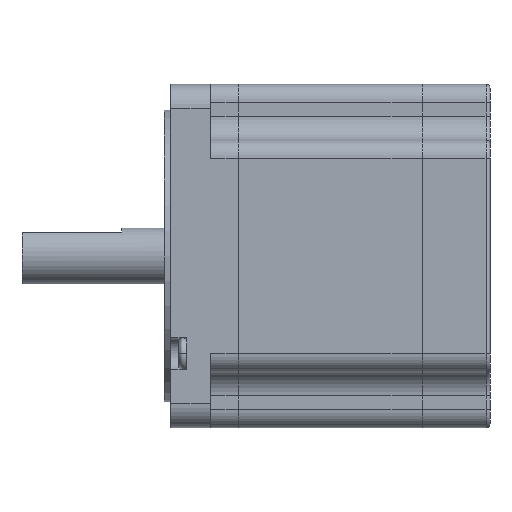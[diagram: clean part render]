
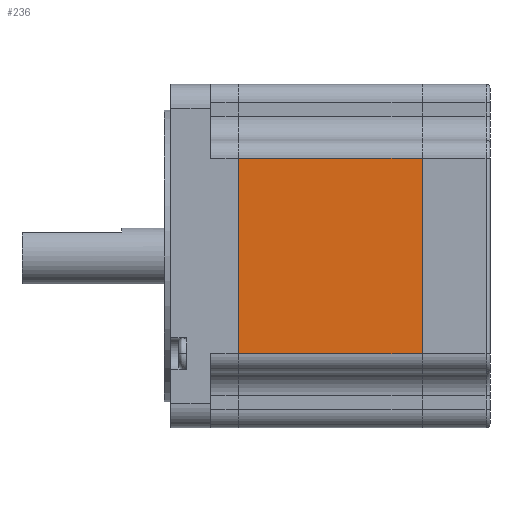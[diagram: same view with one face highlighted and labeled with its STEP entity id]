
A CAD part, left-side view. The second image highlights one B-rep face of the part: STEP entity #236.
In plain terms, the highlighted planar face has unit normal (-1, 0, 0).
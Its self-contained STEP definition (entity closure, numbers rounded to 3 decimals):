
#16 = LINE ( 'NONE', #3465, #7198 ) ;
#95 = VERTEX_POINT ( 'NONE', #4582 ) ;
#204 = PLANE ( 'NONE',  #2090 ) ;
#236 = ADVANCED_FACE ( 'NONE', ( #3849 ), #204, .F. ) ;
#404 = VERTEX_POINT ( 'NONE', #4229 ) ;
#664 = VECTOR ( 'NONE', #5676, 1000. ) ;
#745 = ORIENTED_EDGE ( 'NONE', *, *, #897, .F. ) ;
#859 = DIRECTION ( 'NONE',  ( 1., 0., 0. ) ) ;
#869 = ORIENTED_EDGE ( 'NONE', *, *, #5960, .T. ) ;
#897 = EDGE_CURVE ( 'NONE', #1725, #4944, #16, .T. ) ;
#903 = CARTESIAN_POINT ( 'NONE',  ( 0., 46., -18.5 ) ) ;
#920 = DIRECTION ( 'NONE',  ( 0., 0., -1. ) ) ;
#1050 = VECTOR ( 'NONE', #4616, 1000. ) ;
#1725 = VERTEX_POINT ( 'NONE', #4512 ) ;
#2090 = AXIS2_PLACEMENT_3D ( 'NONE', #903, #859, #920 ) ;
#2491 = DIRECTION ( 'NONE',  ( 0., 0., 1. ) ) ;
#2711 = LINE ( 'NONE', #5177, #1050 ) ;
#2953 = DIRECTION ( 'NONE',  ( 0., -1., 0. ) ) ;
#3465 = CARTESIAN_POINT ( 'NONE',  ( 0., 46., -18.5 ) ) ;
#3680 = LINE ( 'NONE', #3950, #664 ) ;
#3844 = EDGE_CURVE ( 'NONE', #1725, #404, #3680, .T. ) ;
#3849 = FACE_OUTER_BOUND ( 'NONE', #5927, .T. ) ;
#3950 = CARTESIAN_POINT ( 'NONE',  ( 0., 46., -67.5 ) ) ;
#4229 = CARTESIAN_POINT ( 'NONE',  ( 0., 0., -67.5 ) ) ;
#4405 = ORIENTED_EDGE ( 'NONE', *, *, #3844, .T. ) ;
#4512 = CARTESIAN_POINT ( 'NONE',  ( 0., 46., -67.5 ) ) ;
#4582 = CARTESIAN_POINT ( 'NONE',  ( 0., 0., -18.5 ) ) ;
#4606 = ORIENTED_EDGE ( 'NONE', *, *, #5107, .F. ) ;
#4616 = DIRECTION ( 'NONE',  ( 0., 0., 1. ) ) ;
#4944 = VERTEX_POINT ( 'NONE', #6216 ) ;
#5107 = EDGE_CURVE ( 'NONE', #4944, #95, #6650, .T. ) ;
#5177 = CARTESIAN_POINT ( 'NONE',  ( 0., 0., -18.5 ) ) ;
#5676 = DIRECTION ( 'NONE',  ( 0., -1., 0. ) ) ;
#5927 = EDGE_LOOP ( 'NONE', ( #869, #4606, #745, #4405 ) ) ;
#5960 = EDGE_CURVE ( 'NONE', #404, #95, #2711, .T. ) ;
#6216 = CARTESIAN_POINT ( 'NONE',  ( 0., 46., -18.5 ) ) ;
#6345 = CARTESIAN_POINT ( 'NONE',  ( 0., 46., -18.5 ) ) ;
#6650 = LINE ( 'NONE', #6345, #7000 ) ;
#7000 = VECTOR ( 'NONE', #2953, 1000. ) ;
#7198 = VECTOR ( 'NONE', #2491, 1000. ) ;
